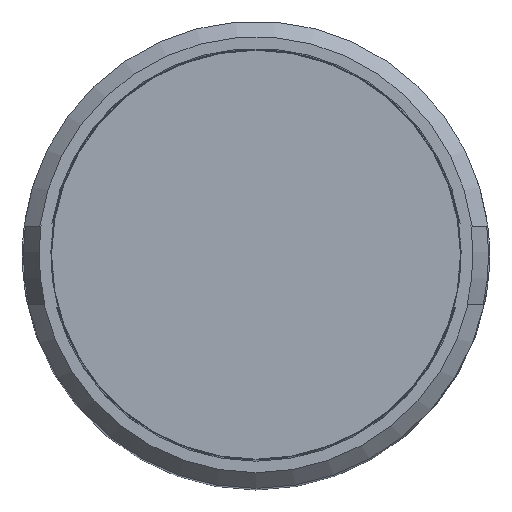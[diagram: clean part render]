
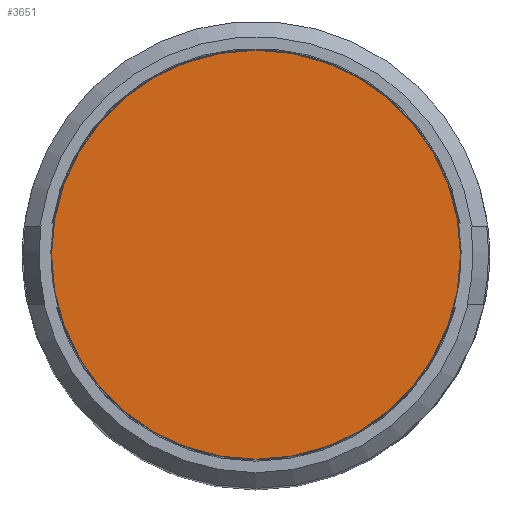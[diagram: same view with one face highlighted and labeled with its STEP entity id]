
A CAD part, top view. The second image highlights one B-rep face of the part: STEP entity #3651.
In plain terms, the highlighted planar face has unit normal (0, 0, 1).
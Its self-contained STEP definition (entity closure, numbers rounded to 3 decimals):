
#42=CARTESIAN_POINT('',(0.,0.,60.));
#43=DIRECTION('',(0.,0.,1.));
#44=DIRECTION('',(1.,0.,0.));
#45=AXIS2_PLACEMENT_3D('',#42,#43,#44);
#47=CARTESIAN_POINT('',(0.,0.,60.));
#48=DIRECTION('',(0.,0.,1.));
#49=DIRECTION('',(-1.,0.,0.));
#50=AXIS2_PLACEMENT_3D('',#47,#48,#49);
#3023=CARTESIAN_POINT('',(7.825,0.,60.));
#3024=CARTESIAN_POINT('',(-7.825,0.,60.));
#3025=VERTEX_POINT('',#3023);
#3026=VERTEX_POINT('',#3024);
#3640=CARTESIAN_POINT('',(0.,0.,60.));
#3641=DIRECTION('',(0.,0.,1.));
#3642=DIRECTION('',(1.,0.,0.));
#3643=AXIS2_PLACEMENT_3D('',#3640,#3641,#3642);
#3644=PLANE('',#3643);
#3646=ORIENTED_EDGE('',*,*,#3645,.F.);
#3648=ORIENTED_EDGE('',*,*,#3647,.F.);
#3649=EDGE_LOOP('',(#3646,#3648));
#3650=FACE_OUTER_BOUND('',#3649,.F.);
#3651=ADVANCED_FACE('',(#3650),#3644,.T.);
#46=CIRCLE('',#45,7.825);
#51=CIRCLE('',#50,7.825);
#3645=EDGE_CURVE('',#3025,#3026,#46,.T.);
#3647=EDGE_CURVE('',#3026,#3025,#51,.T.);
